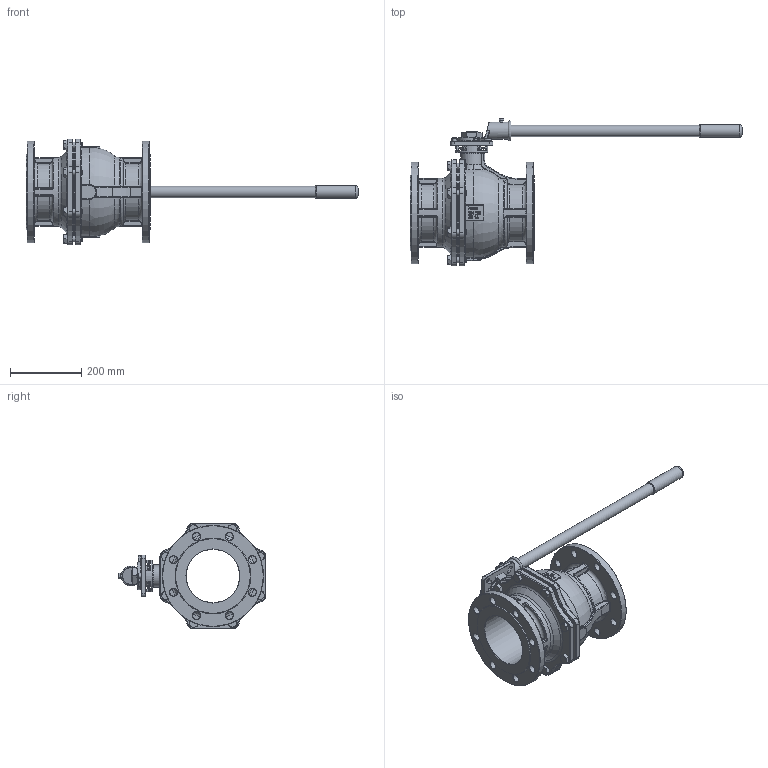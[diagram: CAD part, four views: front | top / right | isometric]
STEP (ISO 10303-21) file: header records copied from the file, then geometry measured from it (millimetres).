
FILE_DESCRIPTION (( 'STEP AP214' ), '1' );
FILE_NAME ('FK-600-000-4 Flanschkugelhahn 1907.STEP', '2019-07-22T12:56:20', ( '' ), ( '' ), 'SwSTEP 2.0', 'SolidWorks 2016', '' );
FILE_SCHEMA (( 'AUTOMOTIVE_DESIGN' ));
Length unit declared in the file: millimetre
Products named in the file (1): FK-600-000-4 Flanschkugelhahn 1907
Bounding box: 934 x 415.83 x 298 mm (x, y, z)
Volume: 9069593.9 mm3; surface area: 866804.7 mm2
Topology: 1 solids, 2 shells, 1465 faces, 3614 edges, 2205 vertices
Faces by surface type: plane 436, cylinder 340, bspline 321, torus 235, cone 127, sphere 6
Full cylindrical faces by diameter (mm): 8 x1, 11.99 x1, 14 x1, 16 x12, 22 x16, 28 x1, 32 x1, 36 x1, 48 x1, 50 x4, 80 x1, 90 x1, 150 x1, 194 x1, 260 x2, 285 x2
Entity records: 66486 total; most frequent: CARTESIAN_POINT 31029, ORIENTED_EDGE 6816, DIRECTION 6062, EDGE_CURVE 3408, AXIS2_PLACEMENT_3D 2344, VERTEX_POINT 2144, EDGE_LOOP 1738, FACE_OUTER_BOUND 1542
